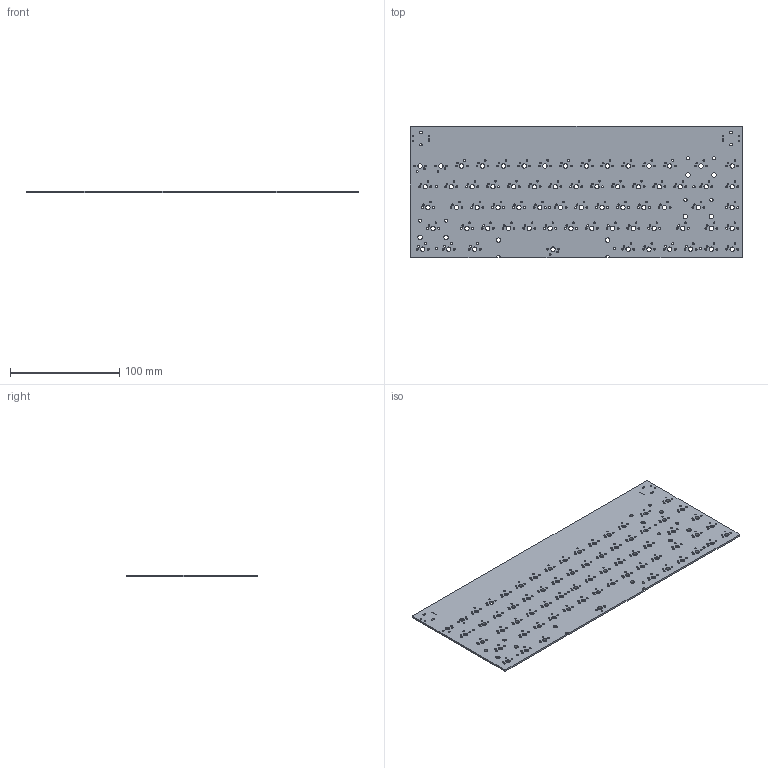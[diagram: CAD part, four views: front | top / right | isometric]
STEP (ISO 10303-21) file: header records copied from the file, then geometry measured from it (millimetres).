
FILE_DESCRIPTION(('KiCad electronic assembly'),'2;1');
FILE_NAME('Keyboard_PCB.step','2024-05-30T19:52:23',('Pcbnew'),('Kicad') ,'Open CASCADE STEP processor 7.7','KiCad to STEP converter','Unknown' );
FILE_SCHEMA(('AUTOMOTIVE_DESIGN { 1 0 10303 214 1 1 1 1 }'));
Length unit declared in the file: millimetre
Products named in the file (2): Keyboard_PCB 1; Keyboard_PCB_PCB
Assembly tree (1 placements, depth 2):
  Keyboard_PCB 1
    Keyboard_PCB_PCB
Bounding box: 304 x 120.7 x 1.6 mm (x, y, z)
Volume: 56137.7 mm3; surface area: 75516.2 mm2
Topology: 1 solids, 1 shells, 408 faces, 1218 edges, 812 vertices
Faces by surface type: cylinder 384, plane 24
Full cylindrical faces by diameter (mm): 1 x10, 1.5 x136, 1.7 x136, 2.2 x6, 3.05 x6, 4 x76
Entity records: 15723 total; most frequent: DIRECTION 2806, CARTESIAN_POINT 2440, ORIENTED_EDGE 2436, EDGE_CURVE 1218, AXIS2_PLACEMENT_3D 1178, FACE_BOUND 1156, EDGE_LOOP 1156, VERTEX_POINT 812
